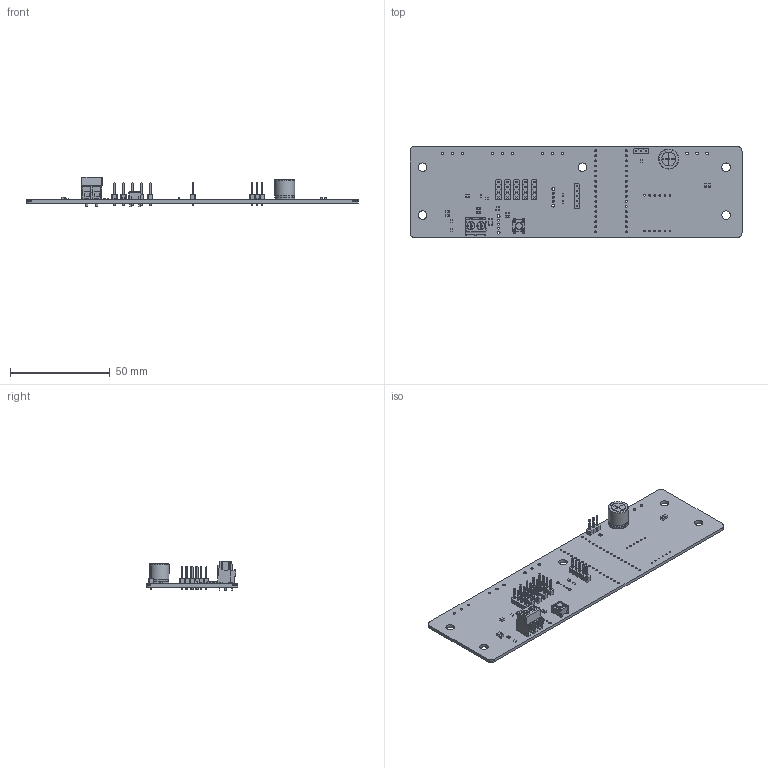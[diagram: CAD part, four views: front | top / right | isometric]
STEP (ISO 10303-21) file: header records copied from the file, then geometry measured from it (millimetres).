
FILE_DESCRIPTION(('KiCad electronic assembly'),'2;1');
FILE_NAME('Segway V3.step','2023-07-31T12:18:18',('Pcbnew'),('Kicad'), 'Open CASCADE STEP processor 7.6','KiCad to STEP converter','Unknown' );
FILE_SCHEMA(('AUTOMOTIVE_DESIGN { 1 0 10303 214 1 1 1 1 }'));
Length unit declared in the file: millimetre
Products named in the file (22): Segway V3 1; LED_0603_1608Metric; SOLID; C_0805_2012Metric; R_0603_1608Metric; TerminalBlock_Phoenix_PT-1,5-2-5.0-H_1x02_P5.00mm_Horizontal; PinHeader_1x04_P2.54mm_Vertical; SW_PUSH_6mm; PinHeader_1x03_P2.54mm_Vertical; PinHeader_1x05_P2.54mm_Vertical; Fuse_1206_3216Metric; CP_Radial_D10.0mm_P5.00mm; PCB
Assembly tree (40 placements, depth 3):
  Segway V3 1
    LED_0603_1608Metric  x2
      SOLID
    C_0805_2012Metric  x7
      SOLID
    R_0603_1608Metric  x9
      SOLID
    TerminalBlock_Phoenix_PT-1,5-2-5.0-H_1x02_P5.00mm_Horizontal
      SOLID
    PinHeader_1x04_P2.54mm_Vertical  x5
      SOLID
    SW_PUSH_6mm
      SOLID
    PinHeader_1x03_P2.54mm_Vertical
      SOLID
    PinHeader_1x05_P2.54mm_Vertical
      SOLID
    Fuse_1206_3216Metric
      SOLID
    CP_Radial_D10.0mm_P5.00mm
      SOLID
    PCB
Bounding box: 166.35 x 45.86 x 15 mm (x, y, z)
Volume: 13955.2 mm3; surface area: 19654.4 mm2
Topology: 30 solids, 31 shells, 1702 faces, 4346 edges, 2794 vertices
Faces by surface type: plane 1320, cylinder 370, bspline 5, revolution 4, torus 3
Full cylindrical faces by diameter (mm): 0.7 x2, 0.762 x12, 0.8 x6, 0.9 x34, 1 x36, 1.1 x4, 1.3 x14, 1.5 x4, 2.2 x2, 3.5 x1, 3.8 x2, 4 x2, 4.3 x5
Entity records: 64469 total; most frequent: CARTESIAN_POINT 12605, DIRECTION 8761, LINE 5850, VECTOR 5850, ORIENTED_EDGE 4570, PCURVE 4570, DEFINITIONAL_REPRESENTATION 4570, EDGE_CURVE 2285
